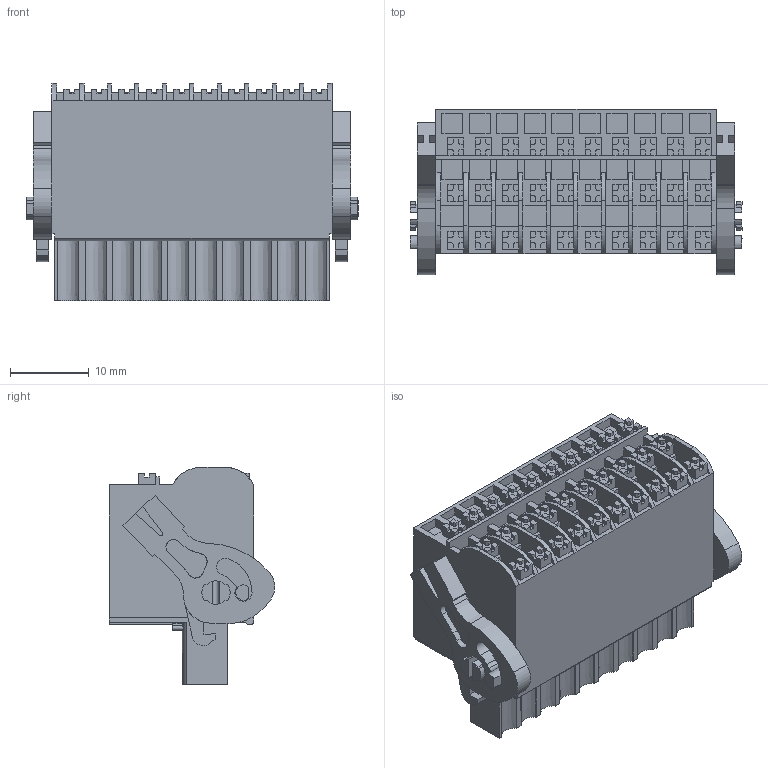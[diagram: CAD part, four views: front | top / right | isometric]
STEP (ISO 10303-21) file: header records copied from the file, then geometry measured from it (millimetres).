
FILE_DESCRIPTION(('CATIA V5R24 STEP','CAx-IF Rec.Pracs.--- Model Styling and Organization---1.2---2011-12-15'),'2;1');
FILE_NAME ('D1446195_0_1000550000_1000550000.stp','2017-08-15T11:42:21+00:00',('none'),('Weidmueller'),'CATIA Version 5-6 Release 2014 SP4 HF52','CATIA V5 STEP AP214','none');
FILE_SCHEMA(('AUTOMOTIVE_DESIGN { 1 0 10303 214 1 1 1 1 }'));
Length unit declared in the file: millimetre
Products named in the file (1): 1000550000
Bounding box: 42.27 x 21.05 x 27.63 mm (x, y, z)
Volume: 13346.8 mm3; surface area: 7660.3 mm2
Topology: 33 solids, 33 shells, 1456 faces, 4110 edges, 2750 vertices
Faces by surface type: plane 1099, cylinder 307, extrusion 50
Entity records: 45043 total; most frequent: CARTESIAN_POINT 9168, ORIENTED_EDGE 8220, DIRECTION 5593, EDGE_CURVE 4110, VECTOR 3340, LINE 3290, VERTEX_POINT 2750, EDGE_LOOP 1494
